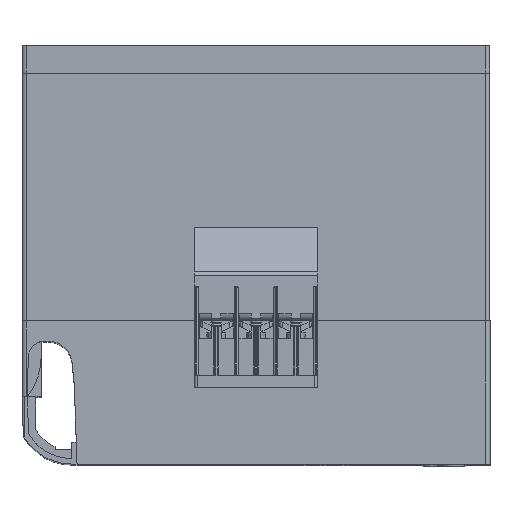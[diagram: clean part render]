
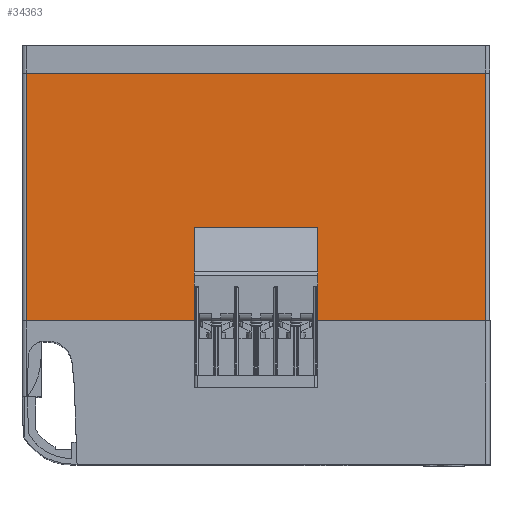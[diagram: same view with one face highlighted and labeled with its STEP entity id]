
A CAD part, top view. The second image highlights one B-rep face of the part: STEP entity #34363.
In plain terms, the highlighted planar face has unit normal (0, 0, 1).
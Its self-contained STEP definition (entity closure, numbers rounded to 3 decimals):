
#12097=VERTEX_POINT('',#35497);
#13075=EDGE_CURVE('',#25175,#27199,#36557,.T.);
#13211=VERTEX_POINT('',#36702);
#13213=EDGE_CURVE('',#18435,#16495,#36704,.T.);
#13237=EDGE_CURVE('',#16495,#26305,#36729,.T.);
#13419=VERTEX_POINT('',#36931);
#13473=VERTEX_POINT('',#36987);
#13979=EDGE_CURVE('',#31373,#32751,#37532,.T.);
#16361=VERTEX_POINT('',#40152);
#16495=VERTEX_POINT('',#40301);
#16599=VERTEX_POINT('',#40408);
#17719=EDGE_CURVE('',#13473,#18079,#41622,.T.);
#18079=VERTEX_POINT('',#42022);
#18435=VERTEX_POINT('',#42411);
#19551=EDGE_CURVE('',#16599,#13211,#43630,.T.);
#20737=EDGE_CURVE('',#12097,#31373,#44931,.T.);
#20977=VERTEX_POINT('',#45186);
#21199=EDGE_CURVE('',#13419,#18435,#45430,.T.);
#22077=VERTEX_POINT('',#46403);
#22589=EDGE_CURVE('',#13211,#23575,#46973,.T.);
#22641=EDGE_CURVE('',#27199,#26105,#47032,.T.);
#23191=EDGE_CURVE('',#25175,#16361,#47627,.T.);
#23575=VERTEX_POINT('',#48035);
#23767=EDGE_CURVE('',#32751,#22077,#48241,.T.);
#23905=VERTEX_POINT('',#48393);
#25175=VERTEX_POINT('',#49775);
#26053=EDGE_CURVE('',#26305,#16599,#50765,.T.);
#26105=VERTEX_POINT('',#50821);
#26305=VERTEX_POINT('',#51041);
#27199=VERTEX_POINT('',#52008);
#28217=EDGE_CURVE('',#13419,#16361,#53126,.T.);
#28501=EDGE_CURVE('',#29991,#23905,#53444,.T.);
#29105=EDGE_CURVE('',#26105,#23905,#54104,.T.);
#29991=VERTEX_POINT('',#55082);
#30067=EDGE_CURVE('',#23575,#20977,#55165,.T.);
#30591=EDGE_CURVE('',#18079,#29991,#55735,.T.);
#30869=EDGE_CURVE('',#22077,#12097,#56036,.T.);
#31373=VERTEX_POINT('',#56584);
#32751=VERTEX_POINT('',#58097);
#34363=ADVANCED_FACE('',(#59851,#59852),#59853,.T.);
#34911=EDGE_CURVE('',#20977,#13473,#60435,.T.);
#35497=CARTESIAN_POINT('',(-22.5,-87.4,112.495));
#36557=LINE('',#62991,#62992);
#36702=CARTESIAN_POINT('',(-18.9,-87.6,112.495));
#36704=LINE('',#63219,#63220);
#36729=LINE('',#63260,#63261);
#36931=CARTESIAN_POINT('',(-18.9,-100.0,112.495));
#36987=CARTESIAN_POINT('',(20.45,-98.489,112.495));
#37532=LINE('',#64512,#64513);
#40152=CARTESIAN_POINT('',(-83.495,-100.0,112.495));
#40301=CARTESIAN_POINT('',(-20.45,-99.989,112.495));
#40408=CARTESIAN_POINT('',(-18.9,-98.489,112.495));
#41622=LINE('',#70773,#70774);
#42022=CARTESIAN_POINT('',(20.45,-99.989,112.495));
#42411=CARTESIAN_POINT('',(-18.9,-99.989,112.495));
#43630=LINE('',#73778,#73779);
#44931=LINE('',#75803,#75804);
#45186=CARTESIAN_POINT('',(18.9,-98.489,112.495));
#45430=LINE('',#76543,#76544);
#46403=CARTESIAN_POINT('',(22.5,-87.4,112.495));
#46973=LINE('',#78872,#78873);
#47032=LINE('',#78950,#78951);
#47627=LINE('',#79838,#79839);
#48035=CARTESIAN_POINT('',(18.9,-87.6,112.495));
#48241=LINE('',#80751,#80752);
#48393=CARTESIAN_POINT('',(18.9,-100.0,112.495));
#49775=CARTESIAN_POINT('',(-83.495,-10.0,112.495));
#50765=LINE('',#84536,#84537);
#50821=CARTESIAN_POINT('',(83.495,-100.0,112.495));
#51041=CARTESIAN_POINT('',(-20.45,-98.489,112.495));
#52008=CARTESIAN_POINT('',(83.495,-10.0,112.495));
#53126=LINE('',#87974,#87975);
#53444=LINE('',#88424,#88425);
#54104=LINE('',#89410,#89411);
#55082=CARTESIAN_POINT('',(18.9,-99.989,112.495));
#55165=LINE('',#90925,#90926);
#55735=LINE('',#91794,#91795);
#56036=LINE('',#92294,#92295);
#56584=CARTESIAN_POINT('',(-22.5,-66.0,112.495));
#58097=CARTESIAN_POINT('',(22.5,-66.0,112.495));
#59851=FACE_BOUND('',#98085,.T.);
#59852=FACE_OUTER_BOUND('',#98086,.T.);
#59853=PLANE('',#98087);
#60435=LINE('',#99001,#99002);
#62991=CARTESIAN_POINT('',(0.375,-10.0,112.495));
#62992=VECTOR('',#100748,1.0);
#63219=CARTESIAN_POINT('',(-51.973,-99.989,112.495));
#63220=VECTOR('',#100874,1.0);
#63260=CARTESIAN_POINT('',(-20.45,-48.829,112.495));
#63261=VECTOR('',#100928,1.0);
#64512=CARTESIAN_POINT('',(-52.998,-66.0,112.495));
#64513=VECTOR('',#101774,1.0);
#70773=CARTESIAN_POINT('',(20.45,-48.829,112.495));
#70774=VECTOR('',#106261,1.0);
#73778=CARTESIAN_POINT('',(-18.9,-43.8,112.495));
#73779=VECTOR('',#108385,1.0);
#75803=CARTESIAN_POINT('',(-22.5,-41.84,112.495));
#75804=VECTOR('',#109790,1.0);
#76543=CARTESIAN_POINT('',(-18.9,-43.8,112.495));
#76544=VECTOR('',#110261,1.0);
#78872=CARTESIAN_POINT('',(-30.798,-87.6,112.495));
#78873=VECTOR('',#112178,1.0);
#78950=CARTESIAN_POINT('',(83.495,0.0,112.495));
#78951=VECTOR('',#112272,1.0);
#79838=CARTESIAN_POINT('',(-83.495,0.0,112.495));
#79839=VECTOR('',#112878,1.0);
#80751=CARTESIAN_POINT('',(22.5,-41.84,112.495));
#80752=VECTOR('',#113396,1.0);
#84536=CARTESIAN_POINT('',(-51.973,-98.489,112.495));
#84537=VECTOR('',#116109,1.0);
#87974=CARTESIAN_POINT('',(0.377,-100.0,112.495));
#87975=VECTOR('',#118615,1.0);
#88424=CARTESIAN_POINT('',(18.9,-50.25,112.495));
#88425=VECTOR('',#119017,1.0);
#89410=CARTESIAN_POINT('',(0.377,-100.0,112.495));
#89411=VECTOR('',#119676,1.0);
#90925=CARTESIAN_POINT('',(18.9,-50.25,112.495));
#90926=VECTOR('',#120934,1.0);
#91794=CARTESIAN_POINT('',(-37.573,-99.989,112.495));
#91795=VECTOR('',#121549,1.0);
#92294=CARTESIAN_POINT('',(-52.998,-87.4,112.495));
#92295=VECTOR('',#121821,1.0);
#98085=EDGE_LOOP('',(#126014,#126015,#126016,#126017));
#98086=EDGE_LOOP('',(#126018,#126019,#126020,#126021,#126022,#126023,#126024,#126025,#126026,#126027,#126028,#126029,#126030,#126031,#126032,#126033));
#98087=AXIS2_PLACEMENT_3D('',#126034,#126035,#126036);
#99001=CARTESIAN_POINT('',(-37.573,-98.489,112.495));
#99002=VECTOR('',#126559,1.0);
#100748=DIRECTION('',(1.0,0.0,-0.0));
#100874=DIRECTION('',(-1.0,0.0,0.0));
#100928=DIRECTION('',(0.0,1.0,0.0));
#101774=DIRECTION('',(1.0,0.0,0.0));
#106261=DIRECTION('',(0.0,-1.0,0.0));
#108385=DIRECTION('',(0.0,1.0,-0.0));
#109790=DIRECTION('',(0.0,1.0,0.0));
#110261=DIRECTION('',(0.0,1.0,-0.0));
#112178=DIRECTION('',(1.0,0.0,0.0));
#112272=DIRECTION('',(0.0,-1.0,0.0));
#112878=DIRECTION('',(0.0,-1.0,0.0));
#113396=DIRECTION('',(0.0,-1.0,0.0));
#116109=DIRECTION('',(1.0,0.0,0.0));
#118615=DIRECTION('',(-1.0,0.0,0.0));
#119017=DIRECTION('',(0.0,-1.0,0.0));
#119676=DIRECTION('',(-1.0,0.0,0.0));
#120934=DIRECTION('',(0.0,-1.0,0.0));
#121549=DIRECTION('',(-1.0,0.0,0.0));
#121821=DIRECTION('',(-1.0,0.0,0.0));
#126014=ORIENTED_EDGE('',*,*,#13979,.T.);
#126015=ORIENTED_EDGE('',*,*,#23767,.T.);
#126016=ORIENTED_EDGE('',*,*,#30869,.T.);
#126017=ORIENTED_EDGE('',*,*,#20737,.T.);
#126018=ORIENTED_EDGE('',*,*,#28501,.T.);
#126019=ORIENTED_EDGE('',*,*,#29105,.F.);
#126020=ORIENTED_EDGE('',*,*,#22641,.F.);
#126021=ORIENTED_EDGE('',*,*,#13075,.F.);
#126022=ORIENTED_EDGE('',*,*,#23191,.T.);
#126023=ORIENTED_EDGE('',*,*,#28217,.F.);
#126024=ORIENTED_EDGE('',*,*,#21199,.T.);
#126025=ORIENTED_EDGE('',*,*,#13213,.T.);
#126026=ORIENTED_EDGE('',*,*,#13237,.T.);
#126027=ORIENTED_EDGE('',*,*,#26053,.T.);
#126028=ORIENTED_EDGE('',*,*,#19551,.T.);
#126029=ORIENTED_EDGE('',*,*,#22589,.T.);
#126030=ORIENTED_EDGE('',*,*,#30067,.T.);
#126031=ORIENTED_EDGE('',*,*,#34911,.T.);
#126032=ORIENTED_EDGE('',*,*,#17719,.T.);
#126033=ORIENTED_EDGE('',*,*,#30591,.T.);
#126034=CARTESIAN_POINT('',(-83.495,0.0,112.495));
#126035=DIRECTION('',(0.0,0.0,1.0));
#126036=DIRECTION('',(-1.0,0.0,0.0));
#126559=DIRECTION('',(1.0,0.0,0.0));
